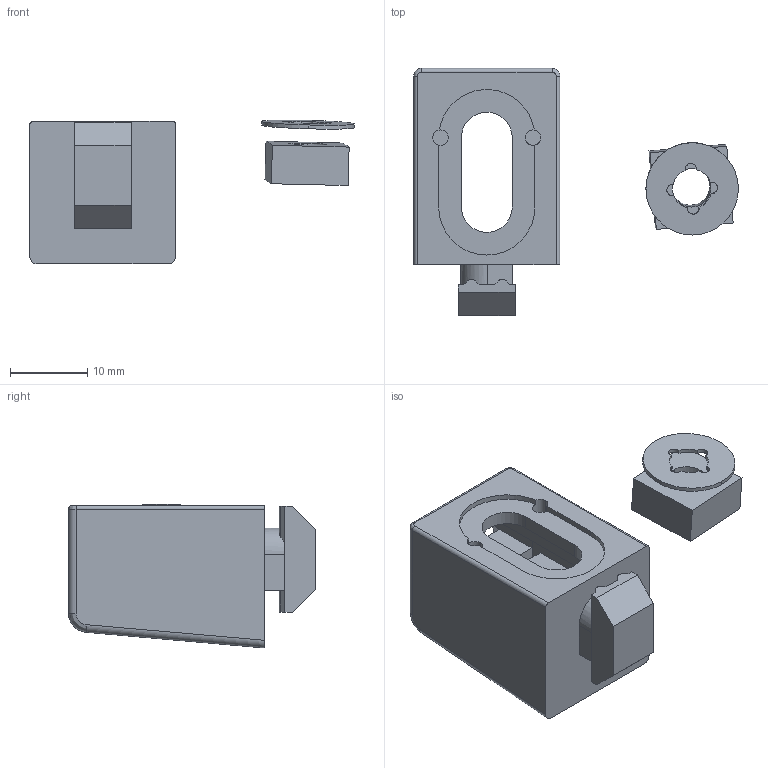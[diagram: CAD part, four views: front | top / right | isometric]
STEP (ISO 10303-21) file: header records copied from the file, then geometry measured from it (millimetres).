
FILE_DESCRIPTION (( 'STEP AP214' ), '1' );
FILE_NAME ('094002csm6.STEP', '2014-08-27T12:46:07', ( '' ), ( '' ), 'SwSTEP 2.0', 'SolidWorks 2014', '' );
FILE_SCHEMA (( 'AUTOMOTIVE_DESIGN' ));
Length unit declared in the file: millimetre
Products named in the file (1): 094002csm6
Bounding box: 42.17 x 32.1 x 18.7 mm (x, y, z)
Volume: 5095.5 mm3; surface area: 4271 mm2
Topology: 3 solids, 3 shells, 137 faces, 365 edges, 236 vertices
Faces by surface type: plane 84, cylinder 45, bspline 8
Entity records: 6052 total; most frequent: CARTESIAN_POINT 1096, ORIENTED_EDGE 730, DIRECTION 677, EDGE_CURVE 365, VECTOR 257, LINE 257, VERTEX_POINT 236, AXIS2_PLACEMENT_3D 210
